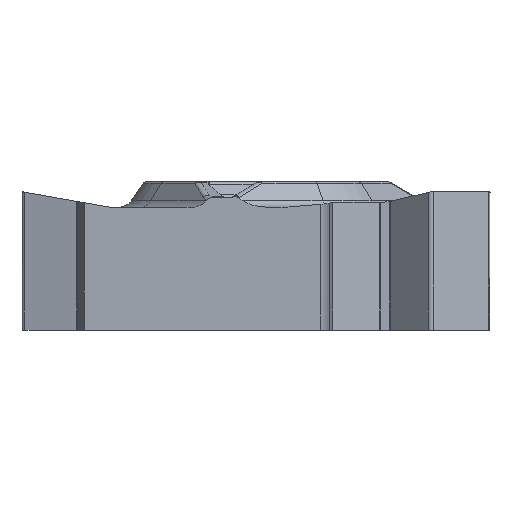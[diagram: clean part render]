
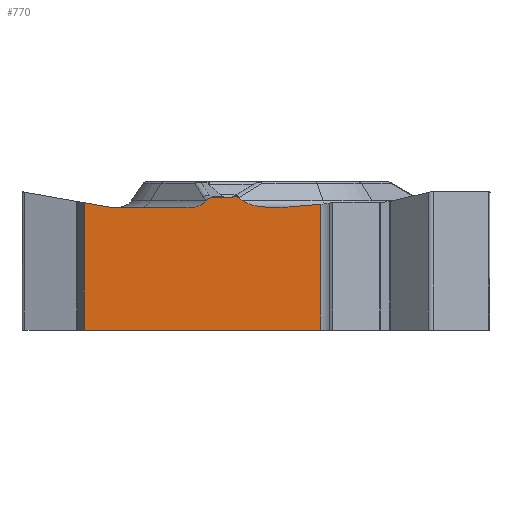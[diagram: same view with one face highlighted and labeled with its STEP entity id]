
A CAD part, left-side view. The second image highlights one B-rep face of the part: STEP entity #770.
In plain terms, the highlighted planar face has unit normal (-1, 0, 0).
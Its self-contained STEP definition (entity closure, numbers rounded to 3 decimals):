
#140=PLANE('',#2757);
#187=FACE_OUTER_BOUND('',#949,.T.);
#340=ELLIPSE('',#2751,1.5,0.75);
#341=ELLIPSE('',#2752,1.5,0.75);
#342=ELLIPSE('',#2753,0.309,0.3);
#343=ELLIPSE('',#2754,0.295,0.25);
#344=ELLIPSE('',#2755,0.884,0.75);
#403=LINE('',#4227,#586);
#404=LINE('',#4230,#587);
#405=LINE('',#4232,#588);
#406=LINE('',#4236,#589);
#407=LINE('',#4240,#590);
#408=LINE('',#4255,#591);
#409=LINE('',#4267,#592);
#410=LINE('',#4271,#593);
#411=LINE('',#4275,#594);
#412=LINE('',#4277,#595);
#586=VECTOR('',#3053,1.);
#587=VECTOR('',#3054,1.);
#588=VECTOR('',#3055,1.);
#589=VECTOR('',#3058,1.);
#590=VECTOR('',#3061,1.);
#591=VECTOR('',#3064,1.);
#592=VECTOR('',#3067,1.);
#593=VECTOR('',#3070,1.);
#594=VECTOR('',#3073,1.);
#595=VECTOR('',#3074,1.);
#770=ADVANCED_FACE('',(#187),#140,.F.);
#949=EDGE_LOOP('',(#1114,#1115,#1116,#1117,#1118,#1119,#1120,#1121,#1122,
#1123,#1124,#1125,#1126,#1127,#1128,#1129,#1130,#1131));
#1114=ORIENTED_EDGE('',*,*,#2164,.T.);
#1115=ORIENTED_EDGE('',*,*,#2165,.F.);
#1116=ORIENTED_EDGE('',*,*,#2166,.T.);
#1117=ORIENTED_EDGE('',*,*,#2167,.T.);
#1118=ORIENTED_EDGE('',*,*,#2168,.T.);
#1119=ORIENTED_EDGE('',*,*,#2169,.T.);
#1120=ORIENTED_EDGE('',*,*,#2170,.T.);
#1121=ORIENTED_EDGE('',*,*,#2171,.F.);
#1122=ORIENTED_EDGE('',*,*,#2172,.T.);
#1123=ORIENTED_EDGE('',*,*,#2173,.T.);
#1124=ORIENTED_EDGE('',*,*,#2174,.F.);
#1125=ORIENTED_EDGE('',*,*,#2175,.F.);
#1126=ORIENTED_EDGE('',*,*,#2176,.T.);
#1127=ORIENTED_EDGE('',*,*,#2177,.T.);
#1128=ORIENTED_EDGE('',*,*,#2178,.T.);
#1129=ORIENTED_EDGE('',*,*,#2179,.T.);
#1130=ORIENTED_EDGE('',*,*,#2180,.T.);
#1131=ORIENTED_EDGE('',*,*,#2181,.T.);
#1916=VERTEX_POINT('',#4228);
#1917=VERTEX_POINT('',#4229);
#1918=VERTEX_POINT('',#4231);
#1919=VERTEX_POINT('',#4233);
#1920=VERTEX_POINT('',#4235);
#1921=VERTEX_POINT('',#4237);
#1922=VERTEX_POINT('',#4239);
#1923=VERTEX_POINT('',#4241);
#1924=VERTEX_POINT('',#4252);
#1925=VERTEX_POINT('',#4254);
#1926=VERTEX_POINT('',#4256);
#1927=VERTEX_POINT('',#4258);
#1928=VERTEX_POINT('',#4266);
#1929=VERTEX_POINT('',#4268);
#1930=VERTEX_POINT('',#4270);
#1931=VERTEX_POINT('',#4272);
#1932=VERTEX_POINT('',#4274);
#1933=VERTEX_POINT('',#4276);
#2164=EDGE_CURVE('',#1916,#1917,#403,.T.);
#2165=EDGE_CURVE('',#1918,#1917,#404,.T.);
#2166=EDGE_CURVE('',#1918,#1919,#405,.T.);
#2167=EDGE_CURVE('',#1919,#1920,#340,.T.);
#2168=EDGE_CURVE('',#1920,#1921,#406,.T.);
#2169=EDGE_CURVE('',#1921,#1922,#341,.T.);
#2170=EDGE_CURVE('',#1922,#1923,#407,.T.);
#2171=EDGE_CURVE('',#1924,#1923,#2678,.T.);
#2172=EDGE_CURVE('',#1924,#1925,#342,.T.);
#2173=EDGE_CURVE('',#1925,#1926,#408,.T.);
#2174=EDGE_CURVE('',#1927,#1926,#343,.T.);
#2175=EDGE_CURVE('',#1928,#1927,#2679,.T.);
#2176=EDGE_CURVE('',#1928,#1929,#409,.T.);
#2177=EDGE_CURVE('',#1929,#1930,#344,.T.);
#2178=EDGE_CURVE('',#1930,#1931,#410,.T.);
#2179=EDGE_CURVE('',#1931,#1932,#2565,.T.);
#2180=EDGE_CURVE('',#1932,#1933,#411,.T.);
#2181=EDGE_CURVE('',#1933,#1916,#412,.T.);
#2565=CIRCLE('',#2756,0.75);
#2678=B_SPLINE_CURVE_WITH_KNOTS('',3,(#4242,#4243,#4244,#4245,#4246,#4247,
#4248,#4249,#4250,#4251),.UNSPECIFIED.,.F.,.F.,(4,3,3,4),(0.,0.625,
0.853,1.),.UNSPECIFIED.);
#2679=B_SPLINE_CURVE_WITH_KNOTS('',3,(#4259,#4260,#4261,#4262,#4263,#4264,
#4265),.UNSPECIFIED.,.F.,.F.,(4,3,4),(0.,0.594,1.),
 .UNSPECIFIED.);
#2751=AXIS2_PLACEMENT_3D('',#4234,#3056,#3057);
#2752=AXIS2_PLACEMENT_3D('',#4238,#3059,#3060);
#2753=AXIS2_PLACEMENT_3D('',#4253,#3062,#3063);
#2754=AXIS2_PLACEMENT_3D('',#4257,#3065,#3066);
#2755=AXIS2_PLACEMENT_3D('',#4269,#3068,#3069);
#2756=AXIS2_PLACEMENT_3D('',#4273,#3071,#3072);
#2757=AXIS2_PLACEMENT_3D('',#4278,#3075,#3076);
#3053=DIRECTION('',(0.,-1.,0.));
#3054=DIRECTION('',(0.,0.,-1.));
#3055=DIRECTION('',(0.,0.996,-0.088));
#3056=DIRECTION('',(1.,0.,0.));
#3057=DIRECTION('',(0.,1.,0.));
#3058=DIRECTION('',(0.,1.,0.));
#3059=DIRECTION('',(1.,0.,0.));
#3060=DIRECTION('',(0.,-1.,0.));
#3061=DIRECTION('',(0.,0.814,0.581));
#3062=DIRECTION('',(1.,0.,0.));
#3063=DIRECTION('',(0.,-1.,0.));
#3064=DIRECTION('',(0.,1.,0.));
#3065=DIRECTION('',(1.,0.,0.));
#3066=DIRECTION('',(0.,1.,0.));
#3067=DIRECTION('',(0.,0.637,-0.771));
#3068=DIRECTION('',(1.,0.,0.));
#3069=DIRECTION('',(0.,1.,0.));
#3070=DIRECTION('',(0.,1.,0.));
#3071=DIRECTION('',(1.,0.,0.));
#3072=DIRECTION('',(0.,0.,-1.));
#3073=DIRECTION('',(0.,0.985,0.174));
#3074=DIRECTION('',(0.,0.,-1.));
#3075=DIRECTION('',(1.,0.,0.));
#3076=DIRECTION('',(0.,0.,-1.));
#4227=CARTESIAN_POINT('',(-7.938,11.45,-7.));
#4228=CARTESIAN_POINT('',(-7.938,8.851,-7.));
#4229=CARTESIAN_POINT('',(-7.938,-3.123,-7.));
#4230=CARTESIAN_POINT('',(-7.938,-3.123,25.));
#4231=CARTESIAN_POINT('',(-7.938,-3.123,-0.628));
#4232=CARTESIAN_POINT('',(-7.938,-2.266,-0.704));
#4233=CARTESIAN_POINT('',(-7.938,-1.521,-0.77));
#4234=CARTESIAN_POINT('',(-7.938,-1.261,-0.031));
#4235=CARTESIAN_POINT('',(-7.938,-1.261,-0.781));
#4236=CARTESIAN_POINT('',(-7.938,0.,-0.781));
#4237=CARTESIAN_POINT('',(-7.938,-0.427,-0.781));
#4238=CARTESIAN_POINT('',(-7.938,-0.427,-0.031));
#4239=CARTESIAN_POINT('',(-7.938,0.802,-0.461));
#4240=CARTESIAN_POINT('',(-7.938,19.895,13.173));
#4241=CARTESIAN_POINT('',(-7.938,1.037,-0.293));
#4242=CARTESIAN_POINT('',(-7.938,1.433,-0.285));
#4243=CARTESIAN_POINT('',(-7.938,1.352,-0.26));
#4244=CARTESIAN_POINT('',(-7.938,1.267,-0.242));
#4245=CARTESIAN_POINT('',(-7.938,1.183,-0.247));
#4246=CARTESIAN_POINT('',(-7.938,1.152,-0.249));
#4247=CARTESIAN_POINT('',(-7.938,1.12,-0.255));
#4248=CARTESIAN_POINT('',(-7.938,1.091,-0.266));
#4249=CARTESIAN_POINT('',(-7.938,1.072,-0.272));
#4250=CARTESIAN_POINT('',(-7.938,1.054,-0.282));
#4251=CARTESIAN_POINT('',(-7.938,1.037,-0.293));
#4252=CARTESIAN_POINT('',(-7.938,1.433,-0.285));
#4253=CARTESIAN_POINT('',(-7.938,1.528,0.));
#4254=CARTESIAN_POINT('',(-7.938,1.528,-0.3));
#4255=CARTESIAN_POINT('',(-7.938,11.45,-0.3));
#4256=CARTESIAN_POINT('',(-7.938,2.386,-0.3));
#4257=CARTESIAN_POINT('',(-7.938,2.386,-0.55));
#4258=CARTESIAN_POINT('',(-7.938,2.497,-0.318));
#4259=CARTESIAN_POINT('',(-7.938,2.626,-0.404));
#4260=CARTESIAN_POINT('',(-7.938,2.606,-0.381));
#4261=CARTESIAN_POINT('',(-7.938,2.582,-0.36));
#4262=CARTESIAN_POINT('',(-7.938,2.555,-0.345));
#4263=CARTESIAN_POINT('',(-7.938,2.537,-0.334));
#4264=CARTESIAN_POINT('',(-7.938,2.517,-0.325));
#4265=CARTESIAN_POINT('',(-7.938,2.497,-0.318));
#4266=CARTESIAN_POINT('',(-7.938,2.626,-0.404));
#4267=CARTESIAN_POINT('',(-7.938,-6.27,10.369));
#4268=CARTESIAN_POINT('',(-7.938,2.673,-0.461));
#4269=CARTESIAN_POINT('',(-7.938,3.398,-0.031));
#4270=CARTESIAN_POINT('',(-7.938,3.398,-0.781));
#4271=CARTESIAN_POINT('',(-7.938,11.45,-0.781));
#4272=CARTESIAN_POINT('',(-7.938,7.504,-0.781));
#4273=CARTESIAN_POINT('',(-7.938,7.504,-0.031));
#4274=CARTESIAN_POINT('',(-7.938,7.635,-0.77));
#4275=CARTESIAN_POINT('',(-7.938,15.742,0.66));
#4276=CARTESIAN_POINT('',(-7.938,8.851,-0.555));
#4277=CARTESIAN_POINT('',(-7.938,8.851,25.));
#4278=CARTESIAN_POINT('',(-7.938,11.45,25.));
